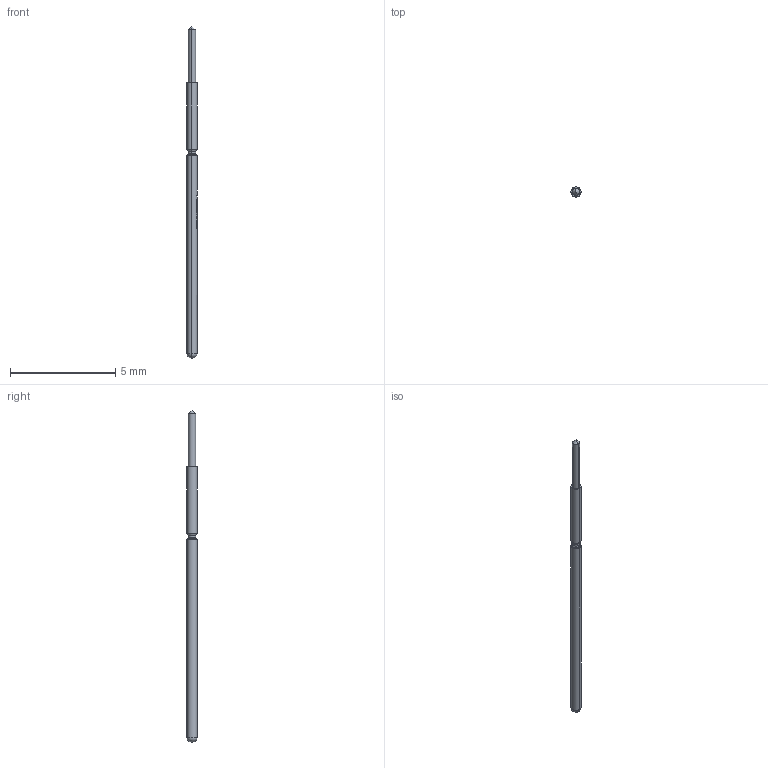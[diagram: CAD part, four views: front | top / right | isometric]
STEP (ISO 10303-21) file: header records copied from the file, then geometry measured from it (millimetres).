
FILE_DESCRIPTION (( 'STEP AP203' ), '1' );
FILE_NAME ('MOD-F10901B034Gxxx.step', '2015-07-09T11:06:51', ( 'firstrun' ), ( 'Hewlett-Packard Company' ), 'SwSTEP 2.0', 'SolidWorks 2012', '' );
FILE_SCHEMA (( 'CONFIG_CONTROL_DESIGN' ));
Length unit declared in the file: millimetre
Products named in the file (1): MOD-F10901B034Gxxx
Bounding box: 0.48 x 0.48 x 15.76 mm (x, y, z)
Volume: 2.5 mm3; surface area: 22.9 mm2
Topology: 1 solids, 1 shells, 159 faces, 413 edges, 269 vertices
Faces by surface type: plane 63, bspline 62, cylinder 22, cone 6, torus 6
Entity records: 5668 total; most frequent: CARTESIAN_POINT 2198, ORIENTED_EDGE 822, DIRECTION 500, EDGE_CURVE 411, VERTEX_POINT 269, B_SPLINE_CURVE_WITH_KNOTS 199, AXIS2_PLACEMENT_3D 190, EDGE_LOOP 174
